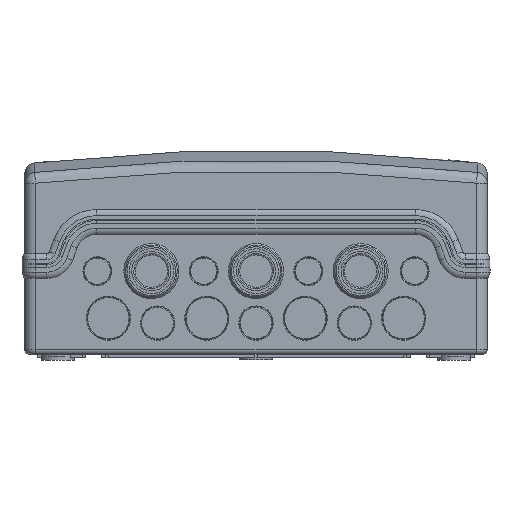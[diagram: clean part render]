
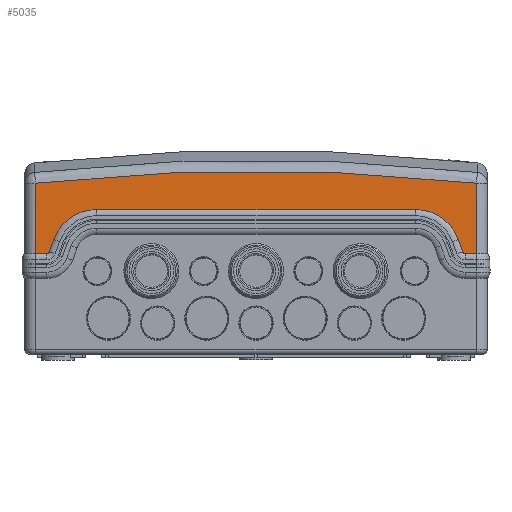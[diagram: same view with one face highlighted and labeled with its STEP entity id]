
A CAD part, front view. The second image highlights one B-rep face of the part: STEP entity #5035.
In plain terms, the highlighted planar face has unit normal (0, -1, 0).
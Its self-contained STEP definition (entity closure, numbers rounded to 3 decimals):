
#451 = CARTESIAN_POINT ( 'NONE',  ( 73.447, -303., 131.364 ) ) ;
#1264 = CARTESIAN_POINT ( 'NONE',  ( -133.435, -303., 127.184 ) ) ;
#1637 = ORIENTED_EDGE ( 'NONE', *, *, #58498, .T. ) ;
#1942 = ORIENTED_EDGE ( 'NONE', *, *, #28353, .T. ) ;
#2782 = CARTESIAN_POINT ( 'NONE',  ( 152.002, -303., 75. ) ) ;
#4706 = VERTEX_POINT ( 'NONE', #24367 ) ;
#5035 = ADVANCED_FACE ( 'NONE', ( #40208 ), #15545, .T. ) ;
#5450 = LINE ( 'NONE', #24237, #44311 ) ;
#6183 = CARTESIAN_POINT ( 'NONE',  ( -160., -303., 73. ) ) ;
#6410 = AXIS2_PLACEMENT_3D ( 'NONE', #52338, #34341, #33942 ) ;
#6421 = VERTEX_POINT ( 'NONE', #29825 ) ;
#6431 = DIRECTION ( 'NONE',  ( 0., 0., 1. ) ) ;
#7010 = VECTOR ( 'NONE', #21140, 1000. ) ;
#7120 = CARTESIAN_POINT ( 'NONE',  ( 53.415, -303., 132.267 ) ) ;
#8115 = CARTESIAN_POINT ( 'NONE',  ( -154.272, -303., 62.915 ) ) ;
#8123 = EDGE_CURVE ( 'NONE', #4706, #55589, #82390, .T. ) ;
#8494 = CARTESIAN_POINT ( 'NONE',  ( 160., -303., 73. ) ) ;
#10694 = AXIS2_PLACEMENT_3D ( 'NONE', #46885, #72341, #40616 ) ;
#12675 = ORIENTED_EDGE ( 'NONE', *, *, #47200, .F. ) ;
#13637 = CARTESIAN_POINT ( 'NONE',  ( 116.839, -303., 165.761 ) ) ;
#13791 = AXIS2_PLACEMENT_3D ( 'NONE', #2782, #67481, #28250 ) ;
#13953 = LINE ( 'NONE', #64053, #63512 ) ;
#14942 = LINE ( 'NONE', #65878, #55454 ) ;
#15545 = PLANE ( 'NONE',  #10694 ) ;
#16928 = EDGE_CURVE ( 'NONE', #32080, #74178, #63177, .T. ) ;
#17851 = DIRECTION ( 'NONE',  ( 0., 1., 0. ) ) ;
#19232 = CARTESIAN_POINT ( 'NONE',  ( -26.754, -303., 133.026 ) ) ;
#19382 = CARTESIAN_POINT ( 'NONE',  ( 152.002, -303., 73. ) ) ;
#19632 = CARTESIAN_POINT ( 'NONE',  ( -106.819, -303., 129.461 ) ) ;
#20455 = CARTESIAN_POINT ( 'NONE',  ( 160., -303., 124.146 ) ) ;
#21140 = DIRECTION ( 'NONE',  ( 1., 0., 0. ) ) ;
#21293 = EDGE_CURVE ( 'NONE', #79506, #53177, #5450, .T. ) ;
#21654 = VECTOR ( 'NONE', #52795, 1000. ) ;
#22055 = ORIENTED_EDGE ( 'NONE', *, *, #57660, .T. ) ;
#23691 = DIRECTION ( 'NONE',  ( 0., 0., -1. ) ) ;
#24237 = CARTESIAN_POINT ( 'NONE',  ( 160., -303., 65. ) ) ;
#24367 = CARTESIAN_POINT ( 'NONE',  ( -152.002, -303., 73. ) ) ;
#24936 = CARTESIAN_POINT ( 'NONE',  ( 115.848, -303., 72. ) ) ;
#26287 = ORIENTED_EDGE ( 'NONE', *, *, #47875, .T. ) ;
#27098 = VERTEX_POINT ( 'NONE', #45605 ) ;
#28250 = DIRECTION ( 'NONE',  ( 0., 0., -1. ) ) ;
#28353 = EDGE_CURVE ( 'NONE', #27098, #6421, #79946, .T. ) ;
#29791 = AXIS2_PLACEMENT_3D ( 'NONE', #24936, #17851, #23691 ) ;
#29825 = CARTESIAN_POINT ( 'NONE',  ( -115.848, -303., 105. ) ) ;
#31591 = LINE ( 'NONE', #13637, #61789 ) ;
#31762 = CARTESIAN_POINT ( 'NONE',  ( -33.438, -303., 132.883 ) ) ;
#32080 = VERTEX_POINT ( 'NONE', #65767 ) ;
#32607 = CARTESIAN_POINT ( 'NONE',  ( -160., -303., 124.146 ) ) ;
#33228 = VERTEX_POINT ( 'NONE', #6183 ) ;
#33942 = DIRECTION ( 'NONE',  ( 0., 0., -1. ) ) ;
#34341 = DIRECTION ( 'NONE',  ( 0., -1., 0. ) ) ;
#37067 = ORIENTED_EDGE ( 'NONE', *, *, #21293, .T. ) ;
#38014 = CARTESIAN_POINT ( 'NONE',  ( 106.808, -303., 129.463 ) ) ;
#38704 = CARTESIAN_POINT ( 'NONE',  ( -160., -303., 73. ) ) ;
#39272 = CARTESIAN_POINT ( 'NONE',  ( 13.34, -303., 133.265 ) ) ;
#39452 = ORIENTED_EDGE ( 'NONE', *, *, #69153, .T. ) ;
#39814 = ORIENTED_EDGE ( 'NONE', *, *, #16928, .T. ) ;
#40208 = FACE_OUTER_BOUND ( 'NONE', #45096, .T. ) ;
#40616 = DIRECTION ( 'NONE',  ( 0., 0., -1. ) ) ;
#40810 = AXIS2_PLACEMENT_3D ( 'NONE', #74761, #55149, #66867 ) ;
#41383 = LINE ( 'NONE', #66843, #44508 ) ;
#42459 = CARTESIAN_POINT ( 'NONE',  ( 160., -303., 124.146 ) ) ;
#43851 = B_SPLINE_CURVE_WITH_KNOTS ( 'NONE', 3,
 ( #20455, #71002, #38014, #451, #58491, #7120, #57231, #63895, #39272, #63489, #64323, #19232, #31762, #45967, #71410, #19632, #1264, #32607 ),
 .UNSPECIFIED., .F., .F.,
 ( 4, 2, 2, 2, 2, 2, 2, 2, 4 ),
 ( 0., 0.08, 0.1, 0.12, 0.16, 0.18, 0.2, 0.241, 0.321 ),
 .UNSPECIFIED. ) ;
#44311 = VECTOR ( 'NONE', #68916, 1000. ) ;
#44508 = VECTOR ( 'NONE', #58953, 1000. ) ;
#45096 = EDGE_LOOP ( 'NONE', ( #37067, #54895, #12675, #26287, #50532, #22055, #1942, #82440, #39814, #78919, #1637, #39452 ) ) ;
#45447 = DIRECTION ( 'NONE',  ( 1., 0., 0. ) ) ;
#45605 = CARTESIAN_POINT ( 'NONE',  ( -146.858, -303., 83.287 ) ) ;
#45967 = CARTESIAN_POINT ( 'NONE',  ( -53.475, -303., 132.312 ) ) ;
#46625 = CARTESIAN_POINT ( 'NONE',  ( -150.123, -303., 74.316 ) ) ;
#46885 = CARTESIAN_POINT ( 'NONE',  ( -160., -303., 65. ) ) ;
#47200 = EDGE_CURVE ( 'NONE', #33228, #60245, #13953, .T. ) ;
#47875 = EDGE_CURVE ( 'NONE', #33228, #4706, #57928, .T. ) ;
#49049 = VERTEX_POINT ( 'NONE', #19382 ) ;
#50532 = ORIENTED_EDGE ( 'NONE', *, *, #8123, .T. ) ;
#52047 = DIRECTION ( 'NONE',  ( 0.342, 0., -0.94 ) ) ;
#52338 = CARTESIAN_POINT ( 'NONE',  ( -152.002, -303., 75. ) ) ;
#52795 = DIRECTION ( 'NONE',  ( 0.342, 0., 0.94 ) ) ;
#53177 = VERTEX_POINT ( 'NONE', #42459 ) ;
#54895 = ORIENTED_EDGE ( 'NONE', *, *, #61448, .T. ) ;
#55149 = DIRECTION ( 'NONE',  ( 0., 1., 0. ) ) ;
#55454 = VECTOR ( 'NONE', #45447, 1000. ) ;
#55589 = VERTEX_POINT ( 'NONE', #46625 ) ;
#55671 = CARTESIAN_POINT ( 'NONE',  ( -160., -303., 124.146 ) ) ;
#57231 = CARTESIAN_POINT ( 'NONE',  ( 46.737, -303., 132.504 ) ) ;
#57660 = EDGE_CURVE ( 'NONE', #55589, #27098, #65737, .T. ) ;
#57928 = LINE ( 'NONE', #38704, #7010 ) ;
#58491 = CARTESIAN_POINT ( 'NONE',  ( 66.77, -303., 131.696 ) ) ;
#58498 = EDGE_CURVE ( 'NONE', #75414, #49049, #79094, .T. ) ;
#58953 = DIRECTION ( 'NONE',  ( 1., 0., 0. ) ) ;
#60245 = VERTEX_POINT ( 'NONE', #55671 ) ;
#61448 = EDGE_CURVE ( 'NONE', #53177, #60245, #43851, .T. ) ;
#61789 = VECTOR ( 'NONE', #52047, 1000. ) ;
#63177 = CIRCLE ( 'NONE', #29791, 33. ) ;
#63489 = CARTESIAN_POINT ( 'NONE',  ( -6.706, -303., 133.264 ) ) ;
#63512 = VECTOR ( 'NONE', #6431, 1000. ) ;
#63895 = CARTESIAN_POINT ( 'NONE',  ( 26.7, -303., 133.075 ) ) ;
#64053 = CARTESIAN_POINT ( 'NONE',  ( -160., -303., 65. ) ) ;
#64323 = CARTESIAN_POINT ( 'NONE',  ( -13.388, -303., 133.217 ) ) ;
#65737 = LINE ( 'NONE', #8115, #21654 ) ;
#65767 = CARTESIAN_POINT ( 'NONE',  ( 115.848, -303., 105. ) ) ;
#65878 = CARTESIAN_POINT ( 'NONE',  ( -160., -303., 105. ) ) ;
#65909 = CARTESIAN_POINT ( 'NONE',  ( 146.858, -303., 83.287 ) ) ;
#66843 = CARTESIAN_POINT ( 'NONE',  ( -160., -303., 73. ) ) ;
#66867 = DIRECTION ( 'NONE',  ( 0., 0., -1. ) ) ;
#67179 = EDGE_CURVE ( 'NONE', #74178, #75414, #31591, .T. ) ;
#67481 = DIRECTION ( 'NONE',  ( 0., -1., 0. ) ) ;
#68916 = DIRECTION ( 'NONE',  ( 0., 0., 1. ) ) ;
#69153 = EDGE_CURVE ( 'NONE', #49049, #79506, #41383, .T. ) ;
#71002 = CARTESIAN_POINT ( 'NONE',  ( 133.435, -303., 127.184 ) ) ;
#71271 = EDGE_CURVE ( 'NONE', #6421, #32080, #14942, .T. ) ;
#71410 = CARTESIAN_POINT ( 'NONE',  ( -66.82, -303., 131.742 ) ) ;
#72341 = DIRECTION ( 'NONE',  ( 0., -1., 0. ) ) ;
#74178 = VERTEX_POINT ( 'NONE', #65909 ) ;
#74761 = CARTESIAN_POINT ( 'NONE',  ( -115.848, -303., 72. ) ) ;
#75414 = VERTEX_POINT ( 'NONE', #78440 ) ;
#78440 = CARTESIAN_POINT ( 'NONE',  ( 150.123, -303., 74.316 ) ) ;
#78919 = ORIENTED_EDGE ( 'NONE', *, *, #67179, .T. ) ;
#79094 = CIRCLE ( 'NONE', #13791, 2. ) ;
#79506 = VERTEX_POINT ( 'NONE', #8494 ) ;
#79946 = CIRCLE ( 'NONE', #40810, 33. ) ;
#82390 = CIRCLE ( 'NONE', #6410, 2. ) ;
#82440 = ORIENTED_EDGE ( 'NONE', *, *, #71271, .T. ) ;
